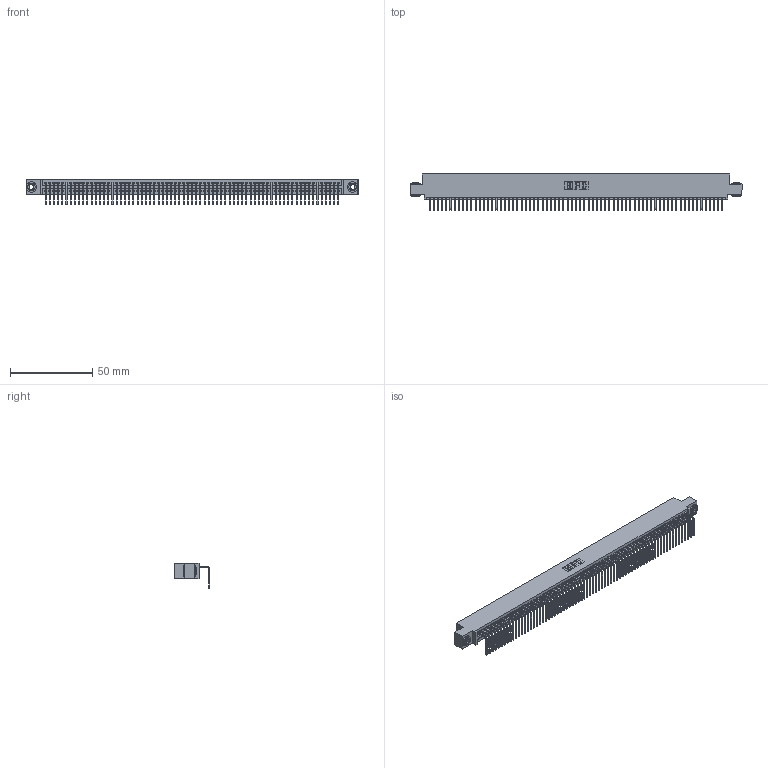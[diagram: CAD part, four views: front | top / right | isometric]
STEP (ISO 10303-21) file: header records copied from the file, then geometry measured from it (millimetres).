
FILE_DESCRIPTION (( 'STEP AP203' ), '1' );
FILE_NAME ('395-071-558-403.STEP', '2019-10-11T20:30:29', ( '' ), ( '' ), 'SwSTEP 2.0', 'SolidWorks 2016', '' );
FILE_SCHEMA (( 'CONFIG_CONTROL_DESIGN' ));
Length unit declared in the file: inch
Products named in the file (4): 345-292-001_558 Tail - 2; 345-250-002_345-250-002-102; 395-071-558-403; 345 Part_0.110 Offset - 0.156 Dia-TH
Assembly tree (74 placements, depth 2):
  395-071-558-403
    345 Part_0.110 Offset - 0.156 Dia-TH
    345-292-001_558 Tail - 2  x71
    345-250-002_345-250-002-102  x2
Bounding box: 201.55 x 21.83 x 15.37 mm (x, y, z)
Volume: 19563.5 mm3; surface area: 28078.6 mm2
Topology: 74 solids, 74 shells, 4428 faces, 13351 edges, 8802 vertices
Faces by surface type: plane 3076, cylinder 1344, cone 8
Entity records: 50398 total; most frequent: CARTESIAN_POINT 8708, ORIENTED_EDGE 8706, DIRECTION 7593, EDGE_CURVE 4353, VECTOR 3913, LINE 3913, VERTEX_POINT 2898, AXIS2_PLACEMENT_3D 1840
